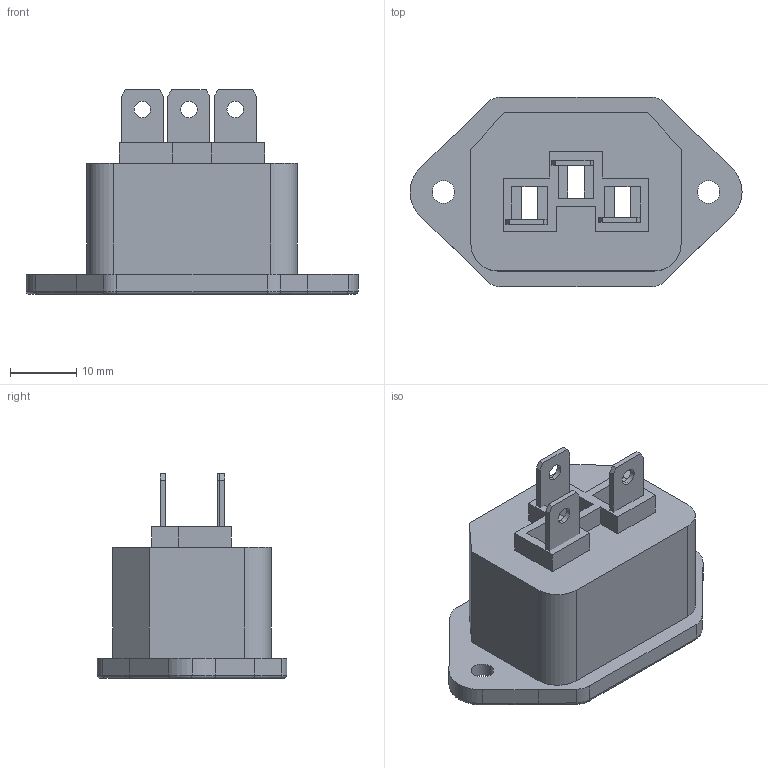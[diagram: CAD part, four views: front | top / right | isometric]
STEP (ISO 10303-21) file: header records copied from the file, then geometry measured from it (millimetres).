
FILE_DESCRIPTION (( 'STEP AP214' ), '1' );
FILE_NAME ('User Library-C13 Retaining Clips (SS-88).STEP', '2012-06-04T08:50:55', ( 'sysAdmin' ), ( 'SolidWorks' ), 'SwSTEP 2.0', 'SolidWorks 2012', '' );
FILE_SCHEMA (( 'AUTOMOTIVE_DESIGN' ));
Length unit declared in the file: millimetre
Products named in the file (1): User Library-C13 Retaining Clips (SS-88)
Bounding box: 50.1 x 28.59 x 30.9 mm (x, y, z)
Volume: 10165 mm3; surface area: 9184.2 mm2
Topology: 4 solids, 4 shells, 164 faces, 413 edges, 263 vertices
Faces by surface type: plane 96, cylinder 49, torus 15, cone 4
Entity records: 5269 total; most frequent: CARTESIAN_POINT 873, DIRECTION 841, ORIENTED_EDGE 826, EDGE_CURVE 413, LINE 299, VECTOR 299, AXIS2_PLACEMENT_3D 271, VERTEX_POINT 263
